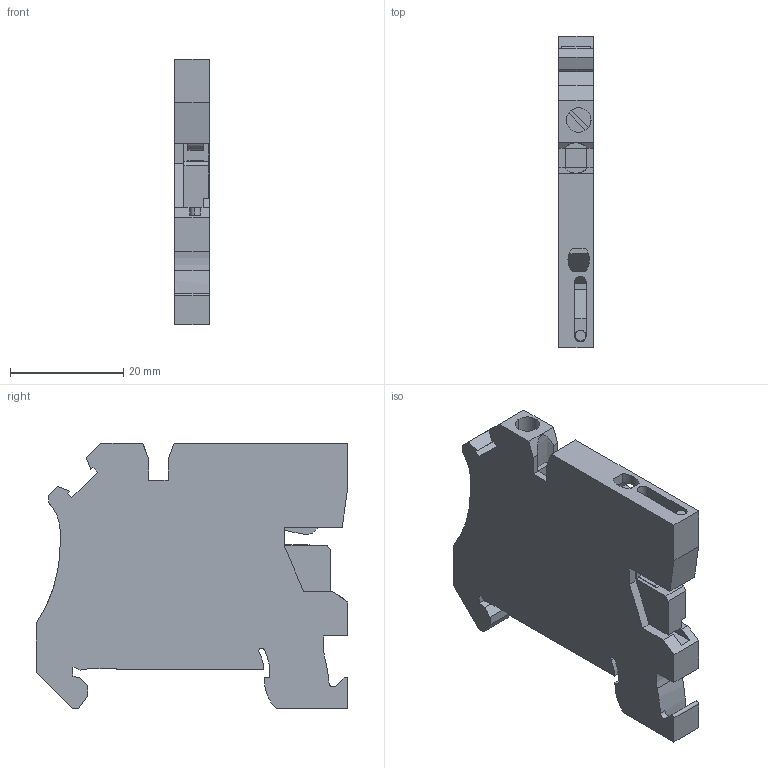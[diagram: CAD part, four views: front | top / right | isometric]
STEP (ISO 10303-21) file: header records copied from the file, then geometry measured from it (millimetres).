
FILE_DESCRIPTION(('Creo Elements/Direct Modeling STEP Export'),'2;1');
FILE_NAME('model.stp','2019-01-15T10:01:49',(''),(''),'Creo Elements/Direct Modeling STEP processor for AP214 (Solid Model)','Creo Elements/Direct Modeling 18.1I 14-Aug-2016 (C) Parametric Technology GmbH','');
FILE_SCHEMA(('AUTOMOTIVE_DESIGN { 1 0 10303 214 1 1 1 1 }'));
Length unit declared in the file: millimetre
Products named in the file (2): UTN_4_select
Assembly tree (1 placements, depth 2):
  UTN_4_select
    UTN_4_select
Bounding box: 6.15 x 55 x 46.85 mm (x, y, z)
Volume: 10311.7 mm3; surface area: 7219.7 mm2
Topology: 1 solids, 1 shells, 227 faces, 671 edges, 438 vertices
Faces by surface type: plane 193, cylinder 31, extrusion 3
Entity records: 9263 total; most frequent: CARTESIAN_POINT 1523, ORIENTED_EDGE 1342, DIRECTION 1080, EDGE_CURVE 671, VECTOR 568, LINE 565, VERTEX_POINT 438, AXIS2_PLACEMENT_3D 256
